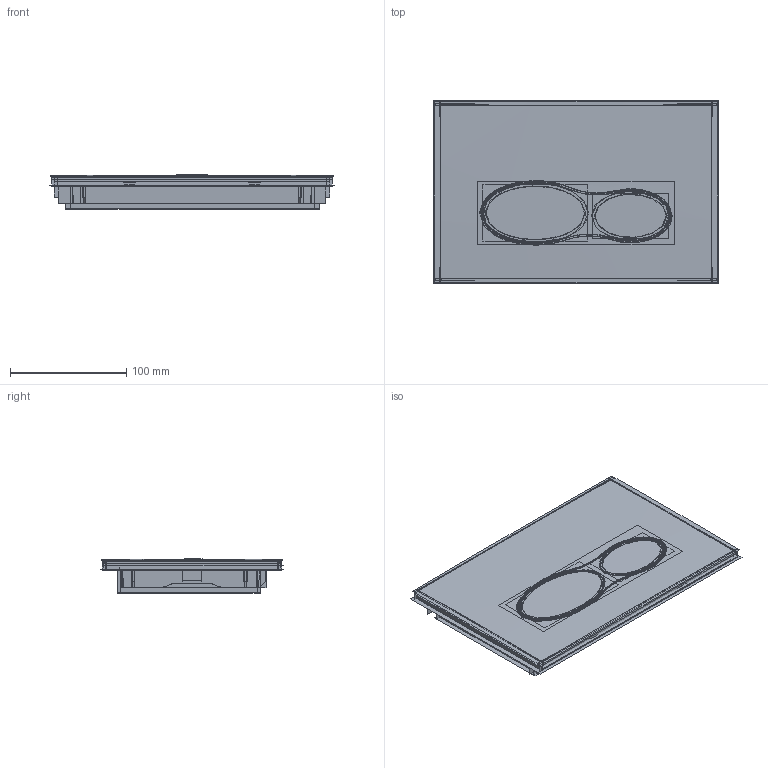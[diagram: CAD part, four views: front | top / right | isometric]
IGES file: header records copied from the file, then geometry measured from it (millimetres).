
Start section:  PTC IGES file: k5133-k.igs
Global section: file name: k5133-k.igs; native system: Creo Elements/Pro by Parametric Technology Corporation; preprocessor: 2011180; author: wdi017967; organization: Unknown; date: 20170303.133931; units: millimetre
Bounding box: 245.44 x 158.08 x 29.24 mm (x, y, z)
Surface area: 723111.5 mm2 (no closed solid volume)
Topology: 0 solids, 0 shells, 2932 faces, 41136 edges, 53609 vertices
Faces by surface type: bspline 1508, revolution 1352, extrusion 72
